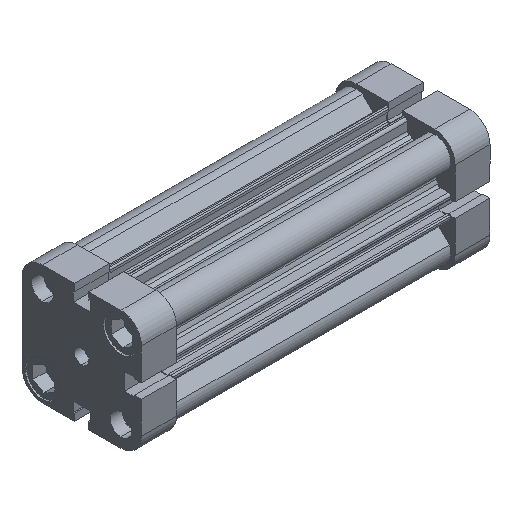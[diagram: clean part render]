
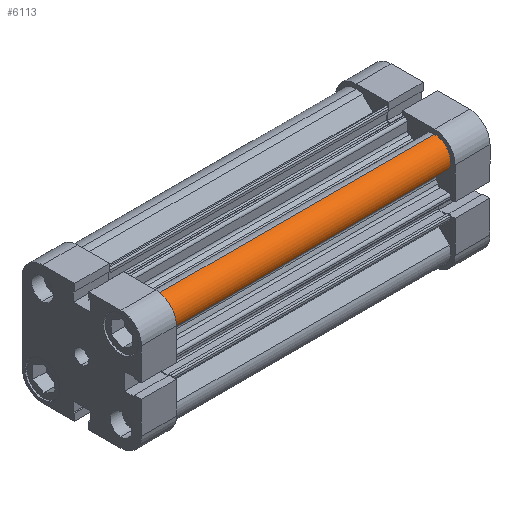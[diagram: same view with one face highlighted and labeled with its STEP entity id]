
A CAD part, isometric view. The second image highlights one B-rep face of the part: STEP entity #6113.
In plain terms, the highlighted cylindrical face has radius 6.75 mm (diameter 13.5 mm), a partial arc.
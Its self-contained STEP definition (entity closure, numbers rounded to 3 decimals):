
#151 = AXIS2_PLACEMENT_3D ( 'NONE', #2855, #2863, #2864 ) ;
#702 = FACE_OUTER_BOUND ( 'NONE', #5425, .T. ) ;
#705 = CYLINDRICAL_SURFACE ( 'NONE', #9448, 6.75 ) ;
#2762 = CARTESIAN_POINT ( 'NONE',  ( -13.633, -22.472, 115.5 ) ) ;
#2770 = DIRECTION ( 'NONE',  ( 0., 0., -1. ) ) ;
#2771 = CARTESIAN_POINT ( 'NONE',  ( -16.25, -16.25, 115.5 ) ) ;
#2772 = CARTESIAN_POINT ( 'NONE',  ( -23., -16.25, 115.5 ) ) ;
#2773 = DIRECTION ( 'NONE',  ( 0., 0., 1. ) ) ;
#2774 = DIRECTION ( 'NONE',  ( -1., 0., 0. ) ) ;
#2778 = DIRECTION ( 'NONE',  ( 0., 0., -1. ) ) ;
#2855 = CARTESIAN_POINT ( 'NONE',  ( -16.25, -16.25, 0. ) ) ;
#2863 = DIRECTION ( 'NONE',  ( 0., 0., 1. ) ) ;
#2864 = DIRECTION ( 'NONE',  ( -1., 0., 0. ) ) ;
#3833 = CARTESIAN_POINT ( 'NONE',  ( -13.633, -22.472, 0. ) ) ;
#3834 = CARTESIAN_POINT ( 'NONE',  ( -13.633, -22.472, 115.5 ) ) ;
#3835 = CARTESIAN_POINT ( 'NONE',  ( -23., -16.25, 0. ) ) ;
#3836 = CARTESIAN_POINT ( 'NONE',  ( -23., -16.25, 115.5 ) ) ;
#4009 = LINE ( 'NONE', #2762, #4011 ) ;
#4011 = VECTOR ( 'NONE', #2770, 1000. ) ;
#4013 = VECTOR ( 'NONE', #2778, 1000. ) ;
#4015 = CIRCLE ( 'NONE', #9730, 6.75 ) ;
#4016 = LINE ( 'NONE', #2772, #4013 ) ;
#4069 = CIRCLE ( 'NONE', #151, 6.75 ) ;
#5148 = ORIENTED_EDGE ( 'NONE', *, *, #8921, .F. ) ;
#5149 = ORIENTED_EDGE ( 'NONE', *, *, #8958, .T. ) ;
#5150 = ORIENTED_EDGE ( 'NONE', *, *, #8924, .T. ) ;
#5151 = ORIENTED_EDGE ( 'NONE', *, *, #8922, .F. ) ;
#5425 = EDGE_LOOP ( 'NONE', ( #5151, #5150, #5149, #5148 ) ) ;
#6113 = ADVANCED_FACE ( 'NONE', ( #702 ), #705, .T. ) ;
#7860 = DIRECTION ( 'NONE',  ( -1., 0., 0. ) ) ;
#7861 = DIRECTION ( 'NONE',  ( 0., 0., -1. ) ) ;
#7862 = CARTESIAN_POINT ( 'NONE',  ( -16.25, -16.25, 115.5 ) ) ;
#8921 = EDGE_CURVE ( 'NONE', #10086, #10085, #4009, .T. ) ;
#8922 = EDGE_CURVE ( 'NONE', #10088, #10086, #4015, .T. ) ;
#8924 = EDGE_CURVE ( 'NONE', #10088, #10087, #4016, .T. ) ;
#8958 = EDGE_CURVE ( 'NONE', #10087, #10085, #4069, .T. ) ;
#9448 = AXIS2_PLACEMENT_3D ( 'NONE', #7862, #7861, #7860 ) ;
#9730 = AXIS2_PLACEMENT_3D ( 'NONE', #2771, #2773, #2774 ) ;
#10085 = VERTEX_POINT ( 'NONE', #3833 ) ;
#10086 = VERTEX_POINT ( 'NONE', #3834 ) ;
#10087 = VERTEX_POINT ( 'NONE', #3835 ) ;
#10088 = VERTEX_POINT ( 'NONE', #3836 ) ;
